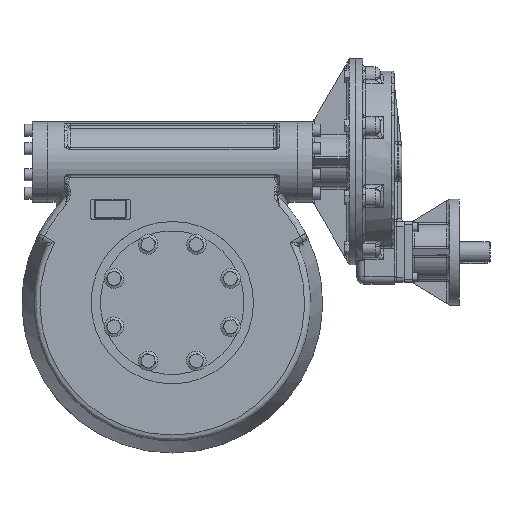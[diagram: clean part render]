
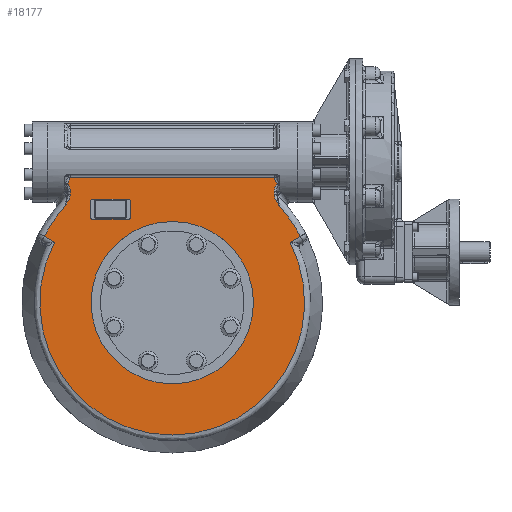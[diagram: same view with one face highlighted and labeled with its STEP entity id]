
A CAD part, top view. The second image highlights one B-rep face of the part: STEP entity #18177.
In plain terms, the highlighted planar face has unit normal (0, 0, 1).
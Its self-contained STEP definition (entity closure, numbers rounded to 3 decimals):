
#991=B_SPLINE_CURVE_WITH_KNOTS('',3,(#49712,#49713,#49714,#49715,#49716,
#49717,#49718,#49719),.UNSPECIFIED.,.F.,.F.,(4,1,1,1,1,4),(0.,0.003,
0.007,0.013,0.02,0.027),
 .UNSPECIFIED.);
#992=B_SPLINE_CURVE_WITH_KNOTS('',3,(#49731,#49732,#49733,#49734,#49735,
#49736,#49737,#49738),.UNSPECIFIED.,.F.,.F.,(4,1,1,1,1,4),(0.,0.003,
0.007,0.013,0.02,0.027),
 .UNSPECIFIED.);
#993=B_SPLINE_CURVE_WITH_KNOTS('',3,(#49742,#49743,#49744,#49745,#49746,
#49747,#49748),.UNSPECIFIED.,.F.,.F.,(4,1,1,1,4),(0.,0.004,
0.009,0.013,0.018),.UNSPECIFIED.);
#994=B_SPLINE_CURVE_WITH_KNOTS('',3,(#49750,#49751,#49752,#49753,#49754,
#49755),.UNSPECIFIED.,.F.,.F.,(4,1,1,4),(0.,0.003,
0.007,0.014),.UNSPECIFIED.);
#995=B_SPLINE_CURVE_WITH_KNOTS('',3,(#49759,#49760,#49761,#49762,#49763,
#49764),.UNSPECIFIED.,.F.,.F.,(4,1,1,4),(0.,0.007,0.01,
0.014),.UNSPECIFIED.);
#996=B_SPLINE_CURVE_WITH_KNOTS('',3,(#49766,#49767,#49768,#49769,#49770,
#49771,#49772,#49773),.UNSPECIFIED.,.F.,.F.,(4,1,1,1,1,4),(0.,0.004,
0.007,0.009,0.013,0.018),
 .UNSPECIFIED.);
#2359=LINE('',#49693,#3434);
#2360=LINE('',#49698,#3435);
#2361=LINE('',#49702,#3436);
#2362=LINE('',#49706,#3437);
#2363=LINE('',#49709,#3438);
#2364=LINE('',#49723,#3439);
#2365=LINE('',#49727,#3440);
#2366=LINE('',#49740,#3441);
#2367=LINE('',#49757,#3442);
#3434=VECTOR('',#26539,1000.);
#3435=VECTOR('',#26542,1000.);
#3436=VECTOR('',#26545,1000.);
#3437=VECTOR('',#26548,1000.);
#3438=VECTOR('',#26551,1000.);
#3439=VECTOR('',#26554,1000.);
#3440=VECTOR('',#26557,1000.);
#3441=VECTOR('',#26560,1000.);
#3442=VECTOR('',#26561,1000.);
#8097=ORIENTED_EDGE('',*,*,#10995,.T.);
#8098=ORIENTED_EDGE('',*,*,#10996,.T.);
#8099=ORIENTED_EDGE('',*,*,#10997,.T.);
#8100=ORIENTED_EDGE('',*,*,#10998,.T.);
#8101=ORIENTED_EDGE('',*,*,#10999,.T.);
#8102=ORIENTED_EDGE('',*,*,#11000,.T.);
#8103=ORIENTED_EDGE('',*,*,#11001,.T.);
#8104=ORIENTED_EDGE('',*,*,#11002,.T.);
#8105=ORIENTED_EDGE('',*,*,#11003,.T.);
#8106=ORIENTED_EDGE('',*,*,#11004,.T.);
#8107=ORIENTED_EDGE('',*,*,#11005,.T.);
#8108=ORIENTED_EDGE('',*,*,#11006,.T.);
#8109=ORIENTED_EDGE('',*,*,#11007,.T.);
#8110=ORIENTED_EDGE('',*,*,#11008,.T.);
#8111=ORIENTED_EDGE('',*,*,#11009,.T.);
#8112=ORIENTED_EDGE('',*,*,#11010,.T.);
#8113=ORIENTED_EDGE('',*,*,#11011,.T.);
#8114=ORIENTED_EDGE('',*,*,#11012,.T.);
#8115=ORIENTED_EDGE('',*,*,#11013,.T.);
#8116=ORIENTED_EDGE('',*,*,#11014,.T.);
#8117=ORIENTED_EDGE('',*,*,#11015,.T.);
#8118=ORIENTED_EDGE('',*,*,#11016,.T.);
#8119=ORIENTED_EDGE('',*,*,#10992,.F.);
#10992=EDGE_CURVE('',#12816,#12816,#13838,.F.);
#10995=EDGE_CURVE('',#12819,#12820,#2359,.T.);
#10996=EDGE_CURVE('',#12820,#12821,#13841,.T.);
#10997=EDGE_CURVE('',#12821,#12822,#2360,.T.);
#10998=EDGE_CURVE('',#12822,#12823,#13842,.T.);
#10999=EDGE_CURVE('',#12823,#12824,#2361,.T.);
#11000=EDGE_CURVE('',#12824,#12825,#13843,.T.);
#11001=EDGE_CURVE('',#12825,#12826,#2362,.T.);
#11002=EDGE_CURVE('',#12826,#12819,#13844,.T.);
#11003=EDGE_CURVE('',#12827,#12828,#2363,.F.);
#11004=EDGE_CURVE('',#12828,#12829,#991,.T.);
#11005=EDGE_CURVE('',#12829,#12830,#13845,.F.);
#11006=EDGE_CURVE('',#12830,#12831,#2364,.T.);
#11007=EDGE_CURVE('',#12831,#12832,#13846,.F.);
#11008=EDGE_CURVE('',#12832,#12833,#2365,.T.);
#11009=EDGE_CURVE('',#12833,#12834,#13847,.F.);
#11010=EDGE_CURVE('',#12834,#12835,#992,.F.);
#11011=EDGE_CURVE('',#12835,#12836,#2366,.F.);
#11012=EDGE_CURVE('',#12836,#12837,#993,.T.);
#11013=EDGE_CURVE('',#12837,#12838,#994,.T.);
#11014=EDGE_CURVE('',#12838,#12839,#2367,.T.);
#11015=EDGE_CURVE('',#12839,#12840,#995,.T.);
#11016=EDGE_CURVE('',#12840,#12827,#996,.T.);
#12816=VERTEX_POINT('',#49686);
#12819=VERTEX_POINT('',#49694);
#12820=VERTEX_POINT('',#49695);
#12821=VERTEX_POINT('',#49697);
#12822=VERTEX_POINT('',#49699);
#12823=VERTEX_POINT('',#49701);
#12824=VERTEX_POINT('',#49703);
#12825=VERTEX_POINT('',#49705);
#12826=VERTEX_POINT('',#49707);
#12827=VERTEX_POINT('',#49710);
#12828=VERTEX_POINT('',#49711);
#12829=VERTEX_POINT('',#49720);
#12830=VERTEX_POINT('',#49722);
#12831=VERTEX_POINT('',#49724);
#12832=VERTEX_POINT('',#49726);
#12833=VERTEX_POINT('',#49728);
#12834=VERTEX_POINT('',#49730);
#12835=VERTEX_POINT('',#49739);
#12836=VERTEX_POINT('',#49741);
#12837=VERTEX_POINT('',#49749);
#12838=VERTEX_POINT('',#49756);
#12839=VERTEX_POINT('',#49758);
#12840=VERTEX_POINT('',#49765);
#13838=CIRCLE('',#21569,161.);
#13841=CIRCLE('',#21574,5.);
#13842=CIRCLE('',#21575,5.);
#13843=CIRCLE('',#21576,5.);
#13844=CIRCLE('',#21577,5.);
#13845=CIRCLE('',#21578,286.);
#13846=CIRCLE('',#21579,262.558);
#13847=CIRCLE('',#21580,286.);
#15186=EDGE_LOOP('',(#8097,#8098,#8099,#8100,#8101,#8102,#8103,#8104));
#15187=EDGE_LOOP('',(#8105,#8106,#8107,#8108,#8109,#8110,#8111,#8112,#8113,
#8114,#8115,#8116,#8117,#8118));
#15188=EDGE_LOOP('',(#8119));
#16549=FACE_BOUND('',#15186,.T.);
#16550=FACE_BOUND('',#15187,.T.);
#16551=FACE_BOUND('',#15188,.T.);
#17115=PLANE('',#21573);
#18177=ADVANCED_FACE('',(#16549,#16550,#16551),#17115,.F.);
#21569=AXIS2_PLACEMENT_3D('',#49685,#26529,#26530);
#21573=AXIS2_PLACEMENT_3D('',#49692,#26537,#26538);
#21574=AXIS2_PLACEMENT_3D('',#49696,#26540,#26541);
#21575=AXIS2_PLACEMENT_3D('',#49700,#26543,#26544);
#21576=AXIS2_PLACEMENT_3D('',#49704,#26546,#26547);
#21577=AXIS2_PLACEMENT_3D('',#49708,#26549,#26550);
#21578=AXIS2_PLACEMENT_3D('',#49721,#26552,#26553);
#21579=AXIS2_PLACEMENT_3D('',#49725,#26555,#26556);
#21580=AXIS2_PLACEMENT_3D('',#49729,#26558,#26559);
#26529=DIRECTION('',(0.,0.,-1.));
#26530=DIRECTION('',(-1.,0.,0.));
#26537=DIRECTION('',(0.,0.,-1.));
#26538=DIRECTION('',(-1.,0.,0.));
#26539=DIRECTION('',(0.,1.,0.));
#26540=DIRECTION('',(0.,0.,-1.));
#26541=DIRECTION('',(1.,0.,0.));
#26542=DIRECTION('',(1.,0.,0.));
#26543=DIRECTION('',(0.,0.,-1.));
#26544=DIRECTION('',(-1.,0.,0.));
#26545=DIRECTION('',(0.,-1.,0.));
#26546=DIRECTION('',(0.,0.,-1.));
#26547=DIRECTION('',(1.,0.,0.));
#26548=DIRECTION('',(-1.,0.,0.));
#26549=DIRECTION('',(0.,0.,-1.));
#26550=DIRECTION('',(1.,0.,0.));
#26551=DIRECTION('',(0.,1.,0.));
#26552=DIRECTION('',(0.,0.,-1.));
#26553=DIRECTION('',(-1.,0.,0.));
#26554=DIRECTION('',(0.866,-0.5,0.));
#26555=DIRECTION('',(0.,0.,-1.));
#26556=DIRECTION('',(-1.,0.,0.));
#26557=DIRECTION('',(0.866,0.5,0.));
#26558=DIRECTION('',(0.,0.,-1.));
#26559=DIRECTION('',(-1.,0.,0.));
#26560=DIRECTION('',(0.,-1.,0.));
#26561=DIRECTION('',(-1.,0.,0.));
#49685=CARTESIAN_POINT('',(0.,0.,67.5));
#49686=CARTESIAN_POINT('',(-161.,0.,67.5));
#49692=CARTESIAN_POINT('',(0.,0.,67.5));
#49693=CARTESIAN_POINT('',(-162.5,170.,67.5));
#49694=CARTESIAN_POINT('',(-162.5,170.,67.5));
#49695=CARTESIAN_POINT('',(-162.5,200.,67.5));
#49696=CARTESIAN_POINT('',(-157.5,200.,67.5));
#49697=CARTESIAN_POINT('',(-157.5,205.,67.5));
#49698=CARTESIAN_POINT('',(-157.5,205.,67.5));
#49699=CARTESIAN_POINT('',(-87.5,205.,67.5));
#49700=CARTESIAN_POINT('',(-87.5,200.,67.5));
#49701=CARTESIAN_POINT('',(-82.5,200.,67.5));
#49702=CARTESIAN_POINT('',(-82.5,200.,67.5));
#49703=CARTESIAN_POINT('',(-82.5,170.,67.5));
#49704=CARTESIAN_POINT('',(-87.5,170.,67.5));
#49705=CARTESIAN_POINT('',(-87.5,165.,67.5));
#49706=CARTESIAN_POINT('',(-87.5,165.,67.5));
#49707=CARTESIAN_POINT('',(-157.5,165.,67.5));
#49708=CARTESIAN_POINT('',(-157.5,170.,67.5));
#49709=CARTESIAN_POINT('',(-202.,0.,67.5));
#49710=CARTESIAN_POINT('',(-202.,220.376,67.5));
#49711=CARTESIAN_POINT('',(-202.,214.913,67.5));
#49712=CARTESIAN_POINT('',(-202.,214.913,67.5));
#49713=CARTESIAN_POINT('',(-202.,213.778,67.5));
#49714=CARTESIAN_POINT('',(-202.255,211.554,67.5));
#49715=CARTESIAN_POINT('',(-203.556,207.208,67.5));
#49716=CARTESIAN_POINT('',(-206.058,202.251,67.5));
#49717=CARTESIAN_POINT('',(-209.495,196.527,67.5));
#49718=CARTESIAN_POINT('',(-211.832,192.769,67.5));
#49719=CARTESIAN_POINT('',(-213.,190.859,67.5));
#49720=CARTESIAN_POINT('',(-213.,190.859,67.5));
#49721=CARTESIAN_POINT('',(0.,0.,67.5));
#49722=CARTESIAN_POINT('',(-253.927,131.594,67.5));
#49723=CARTESIAN_POINT('',(-240.801,124.015,67.5));
#49724=CARTESIAN_POINT('',(-233.603,119.86,67.5));
#49725=CARTESIAN_POINT('',(0.,0.,67.5));
#49726=CARTESIAN_POINT('',(233.603,119.86,67.5));
#49727=CARTESIAN_POINT('',(263.666,137.216,67.5));
#49728=CARTESIAN_POINT('',(253.927,131.594,67.5));
#49729=CARTESIAN_POINT('',(0.,0.,67.5));
#49730=CARTESIAN_POINT('',(213.,190.859,67.5));
#49731=CARTESIAN_POINT('',(202.,214.913,67.5));
#49732=CARTESIAN_POINT('',(202.,213.778,67.5));
#49733=CARTESIAN_POINT('',(202.255,211.554,67.5));
#49734=CARTESIAN_POINT('',(203.556,207.208,67.5));
#49735=CARTESIAN_POINT('',(206.058,202.251,67.5));
#49736=CARTESIAN_POINT('',(209.495,196.527,67.5));
#49737=CARTESIAN_POINT('',(211.832,192.769,67.5));
#49738=CARTESIAN_POINT('',(213.,190.859,67.5));
#49739=CARTESIAN_POINT('',(202.,214.913,67.5));
#49740=CARTESIAN_POINT('',(202.,0.,67.5));
#49741=CARTESIAN_POINT('',(202.,220.376,67.5));
#49742=CARTESIAN_POINT('',(202.,220.376,67.5));
#49743=CARTESIAN_POINT('',(202.,221.877,67.5));
#49744=CARTESIAN_POINT('',(202.282,224.824,67.5));
#49745=CARTESIAN_POINT('',(203.488,229.159,67.5));
#49746=CARTESIAN_POINT('',(205.484,233.172,67.5));
#49747=CARTESIAN_POINT('',(207.447,235.478,67.5));
#49748=CARTESIAN_POINT('',(208.65,236.391,67.5));
#49749=CARTESIAN_POINT('',(208.65,236.391,67.5));
#49750=CARTESIAN_POINT('',(208.65,236.391,67.5));
#49751=CARTESIAN_POINT('',(207.725,237.103,67.5));
#49752=CARTESIAN_POINT('',(206.183,238.815,67.5));
#49753=CARTESIAN_POINT('',(203.922,242.884,67.5));
#49754=CARTESIAN_POINT('',(202.96,246.191,67.5));
#49755=CARTESIAN_POINT('',(202.478,248.45,67.5));
#49756=CARTESIAN_POINT('',(202.478,248.45,67.5));
#49757=CARTESIAN_POINT('',(0.,248.45,67.5));
#49758=CARTESIAN_POINT('',(-202.478,248.45,67.5));
#49759=CARTESIAN_POINT('',(-202.478,248.45,67.5));
#49760=CARTESIAN_POINT('',(-202.959,246.194,67.5));
#49761=CARTESIAN_POINT('',(-203.922,242.889,67.5));
#49762=CARTESIAN_POINT('',(-206.17,238.831,67.5));
#49763=CARTESIAN_POINT('',(-207.729,237.1,67.5));
#49764=CARTESIAN_POINT('',(-208.65,236.391,67.5));
#49765=CARTESIAN_POINT('',(-208.65,236.391,67.5));
#49766=CARTESIAN_POINT('',(-208.65,236.391,67.5));
#49767=CARTESIAN_POINT('',(-207.445,235.477,67.5));
#49768=CARTESIAN_POINT('',(-205.992,233.775,67.5));
#49769=CARTESIAN_POINT('',(-204.49,231.171,67.5));
#49770=CARTESIAN_POINT('',(-203.297,228.464,67.5));
#49771=CARTESIAN_POINT('',(-202.283,224.841,67.5));
#49772=CARTESIAN_POINT('',(-202.,221.876,67.5));
#49773=CARTESIAN_POINT('',(-202.,220.376,67.5));
